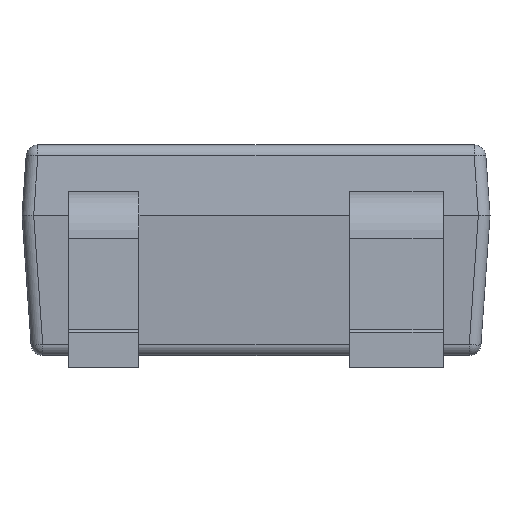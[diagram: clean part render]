
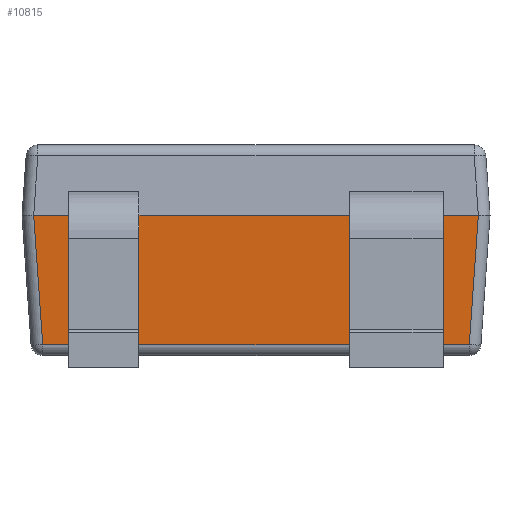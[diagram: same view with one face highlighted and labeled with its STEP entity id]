
A CAD part, front view. The second image highlights one B-rep face of the part: STEP entity #10815.
In plain terms, the highlighted planar face has unit normal (0, -0.998, -0.07).
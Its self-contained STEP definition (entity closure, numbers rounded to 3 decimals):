
#53 = VERTEX_POINT ( 'NONE', #13362 ) ;
#157 = DIRECTION ( 'NONE',  ( 1., 0., 0. ) ) ;
#260 = VECTOR ( 'NONE', #16432, 1000. ) ;
#507 = ORIENTED_EDGE ( 'NONE', *, *, #4510, .T. ) ;
#578 = DIRECTION ( 'NONE',  ( 1., 0., 0. ) ) ;
#628 = VERTEX_POINT ( 'NONE', #15085 ) ;
#701 = VERTEX_POINT ( 'NONE', #16943 ) ;
#1181 = CARTESIAN_POINT ( 'NONE',  ( 0.941, -0.616, -0.135 ) ) ;
#1490 = LINE ( 'NONE', #14015, #7798 ) ;
#1544 = CARTESIAN_POINT ( 'NONE',  ( -1., -0.625, 0. ) ) ;
#1581 = EDGE_CURVE ( 'NONE', #15606, #13078, #18225, .T. ) ;
#1605 = EDGE_CURVE ( 'NONE', #701, #13078, #1490, .T. ) ;
#1607 = LINE ( 'NONE', #1693, #15404 ) ;
#1693 = CARTESIAN_POINT ( 'NONE',  ( 0.958, -0.586, -0.553 ) ) ;
#1763 = VECTOR ( 'NONE', #3940, 1000. ) ;
#1943 = VECTOR ( 'NONE', #6537, 1000. ) ;
#2035 = LINE ( 'NONE', #17299, #5171 ) ;
#2586 = CARTESIAN_POINT ( 'NONE',  ( -0.5, -0.625, 0. ) ) ;
#2655 = ORIENTED_EDGE ( 'NONE', *, *, #16595, .T. ) ;
#2827 = DIRECTION ( 'NONE',  ( 0.07, 0.07, -0.995 ) ) ;
#3072 = CARTESIAN_POINT ( 'NONE',  ( -1., -0.625, 0. ) ) ;
#3111 = ORIENTED_EDGE ( 'NONE', *, *, #17822, .T. ) ;
#3412 = VERTEX_POINT ( 'NONE', #4392 ) ;
#3830 = VECTOR ( 'NONE', #16909, 1000. ) ;
#3940 = DIRECTION ( 'NONE',  ( 0.07, -0.07, 0.995 ) ) ;
#4197 = LINE ( 'NONE', #8523, #8035 ) ;
#4203 = CARTESIAN_POINT ( 'NONE',  ( -0.8, -0.625, 0. ) ) ;
#4208 = ORIENTED_EDGE ( 'NONE', *, *, #13534, .F. ) ;
#4375 = LINE ( 'NONE', #4546, #3830 ) ;
#4392 = CARTESIAN_POINT ( 'NONE',  ( -0.8, -0.625, 0. ) ) ;
#4510 = EDGE_CURVE ( 'NONE', #12445, #7407, #10827, .T. ) ;
#4546 = CARTESIAN_POINT ( 'NONE',  ( 0.4, -0.625, 0. ) ) ;
#5165 = VERTEX_POINT ( 'NONE', #10971 ) ;
#5171 = VECTOR ( 'NONE', #10208, 1000. ) ;
#5264 = VERTEX_POINT ( 'NONE', #7268 ) ;
#5493 = EDGE_CURVE ( 'NONE', #18249, #5165, #4375, .T. ) ;
#5775 = VECTOR ( 'NONE', #157, 1000. ) ;
#6537 = DIRECTION ( 'NONE',  ( 0., 0.07, -0.998 ) ) ;
#6774 = CARTESIAN_POINT ( 'NONE',  ( -0.95, -0.625, 0. ) ) ;
#7268 = CARTESIAN_POINT ( 'NONE',  ( -0.911, -0.586, -0.553 ) ) ;
#7323 = ORIENTED_EDGE ( 'NONE', *, *, #13148, .F. ) ;
#7364 = VECTOR ( 'NONE', #7599, 1000. ) ;
#7407 = VERTEX_POINT ( 'NONE', #16185 ) ;
#7422 = LINE ( 'NONE', #13334, #7364 ) ;
#7574 = PLANE ( 'NONE',  #12741 ) ;
#7599 = DIRECTION ( 'NONE',  ( 0., -0.07, 0.998 ) ) ;
#7794 = LINE ( 'NONE', #8062, #260 ) ;
#7798 = VECTOR ( 'NONE', #18320, 1000. ) ;
#8035 = VECTOR ( 'NONE', #2827, 1000. ) ;
#8062 = CARTESIAN_POINT ( 'NONE',  ( -1., -0.625, 0. ) ) ;
#8523 = CARTESIAN_POINT ( 'NONE',  ( -0.95, -0.625, 0.003 ) ) ;
#8746 = VECTOR ( 'NONE', #12692, 1000. ) ;
#9027 = EDGE_CURVE ( 'NONE', #628, #7407, #7794, .T. ) ;
#9051 = ORIENTED_EDGE ( 'NONE', *, *, #5493, .F. ) ;
#9057 = DIRECTION ( 'NONE',  ( 0., -0.998, -0.07 ) ) ;
#9144 = CARTESIAN_POINT ( 'NONE',  ( -0.5, -0.625, 0. ) ) ;
#9570 = ORIENTED_EDGE ( 'NONE', *, *, #9027, .F. ) ;
#10208 = DIRECTION ( 'NONE',  ( -1., 0., 0. ) ) ;
#10428 = DIRECTION ( 'NONE',  ( 0., 0.07, -0.998 ) ) ;
#10436 = CARTESIAN_POINT ( 'NONE',  ( -1., -0.625, 0. ) ) ;
#10524 = LINE ( 'NONE', #10436, #13780 ) ;
#10624 = EDGE_LOOP ( 'NONE', ( #11660, #9051, #16213, #12609, #11830, #4208, #7323, #2655, #3111, #507, #9570, #17235 ) ) ;
#10815 = ADVANCED_FACE ( 'NONE', ( #16977 ), #7574, .T. ) ;
#10827 = LINE ( 'NONE', #1181, #1763 ) ;
#10971 = CARTESIAN_POINT ( 'NONE',  ( 0.4, -0.622, -0.05 ) ) ;
#11660 = ORIENTED_EDGE ( 'NONE', *, *, #12836, .T. ) ;
#11739 = EDGE_CURVE ( 'NONE', #15606, #18249, #10524, .T. ) ;
#11830 = ORIENTED_EDGE ( 'NONE', *, *, #1605, .F. ) ;
#12215 = CARTESIAN_POINT ( 'NONE',  ( -0.5, -0.622, -0.05 ) ) ;
#12445 = VERTEX_POINT ( 'NONE', #14470 ) ;
#12609 = ORIENTED_EDGE ( 'NONE', *, *, #1581, .T. ) ;
#12692 = DIRECTION ( 'NONE',  ( 0., 0.07, -0.998 ) ) ;
#12741 = AXIS2_PLACEMENT_3D ( 'NONE', #3072, #9057, #10428 ) ;
#12836 = EDGE_CURVE ( 'NONE', #53, #5165, #2035, .T. ) ;
#13078 = VERTEX_POINT ( 'NONE', #12215 ) ;
#13148 = EDGE_CURVE ( 'NONE', #17496, #3412, #18193, .T. ) ;
#13319 = DIRECTION ( 'NONE',  ( 1., 0., 0. ) ) ;
#13334 = CARTESIAN_POINT ( 'NONE',  ( 0.8, -0.625, 0. ) ) ;
#13362 = CARTESIAN_POINT ( 'NONE',  ( 0.8, -0.622, -0.05 ) ) ;
#13534 = EDGE_CURVE ( 'NONE', #3412, #701, #13722, .T. ) ;
#13722 = LINE ( 'NONE', #4203, #8746 ) ;
#13780 = VECTOR ( 'NONE', #13319, 1000. ) ;
#14015 = CARTESIAN_POINT ( 'NONE',  ( -0.8, -0.622, -0.05 ) ) ;
#14470 = CARTESIAN_POINT ( 'NONE',  ( 0.911, -0.586, -0.553 ) ) ;
#15085 = CARTESIAN_POINT ( 'NONE',  ( 0.8, -0.625, 0. ) ) ;
#15404 = VECTOR ( 'NONE', #578, 1000. ) ;
#15606 = VERTEX_POINT ( 'NONE', #9144 ) ;
#16185 = CARTESIAN_POINT ( 'NONE',  ( 0.95, -0.625, 0. ) ) ;
#16213 = ORIENTED_EDGE ( 'NONE', *, *, #11739, .F. ) ;
#16432 = DIRECTION ( 'NONE',  ( 1., 0., 0. ) ) ;
#16595 = EDGE_CURVE ( 'NONE', #17496, #5264, #4197, .T. ) ;
#16909 = DIRECTION ( 'NONE',  ( 0., 0.07, -0.998 ) ) ;
#16943 = CARTESIAN_POINT ( 'NONE',  ( -0.8, -0.622, -0.05 ) ) ;
#16977 = FACE_OUTER_BOUND ( 'NONE', #10624, .T. ) ;
#17073 = CARTESIAN_POINT ( 'NONE',  ( 0.4, -0.625, 0. ) ) ;
#17235 = ORIENTED_EDGE ( 'NONE', *, *, #17310, .F. ) ;
#17299 = CARTESIAN_POINT ( 'NONE',  ( 0.8, -0.622, -0.05 ) ) ;
#17310 = EDGE_CURVE ( 'NONE', #53, #628, #7422, .T. ) ;
#17496 = VERTEX_POINT ( 'NONE', #6774 ) ;
#17822 = EDGE_CURVE ( 'NONE', #5264, #12445, #1607, .T. ) ;
#18193 = LINE ( 'NONE', #1544, #5775 ) ;
#18225 = LINE ( 'NONE', #2586, #1943 ) ;
#18249 = VERTEX_POINT ( 'NONE', #17073 ) ;
#18320 = DIRECTION ( 'NONE',  ( 1., 0., 0. ) ) ;
